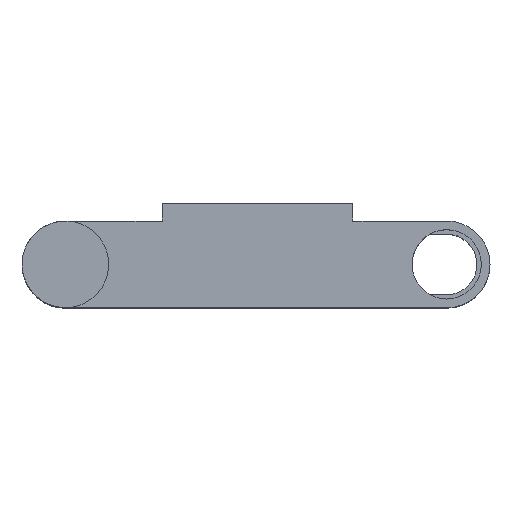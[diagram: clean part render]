
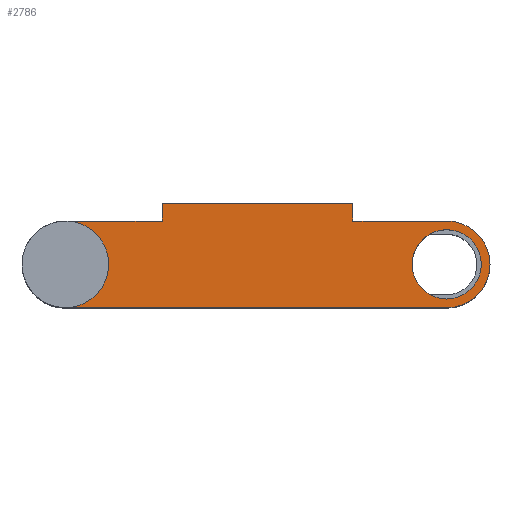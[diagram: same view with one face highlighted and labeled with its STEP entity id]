
A CAD part, top view. The second image highlights one B-rep face of the part: STEP entity #2786.
In plain terms, the highlighted planar face has unit normal (0, 0, 1).
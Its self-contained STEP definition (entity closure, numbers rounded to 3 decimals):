
#2 = ORIENTED_EDGE ( 'NONE', *, *, #2368, .T. ) ;
#59 = DIRECTION ( 'NONE',  ( 1., 0., 0. ) ) ;
#61 = DIRECTION ( 'NONE',  ( 1., 0., 0. ) ) ;
#65 = EDGE_CURVE ( 'NONE', #1177, #1274, #1280, .T. ) ;
#84 = EDGE_CURVE ( 'NONE', #171, #2175, #2776, .T. ) ;
#132 = CARTESIAN_POINT ( 'NONE',  ( -54.083, 35., 0. ) ) ;
#171 = VERTEX_POINT ( 'NONE', #896 ) ;
#211 = VERTEX_POINT ( 'NONE', #2080 ) ;
#288 = DIRECTION ( 'NONE',  ( 1., 0., 0. ) ) ;
#322 = ORIENTED_EDGE ( 'NONE', *, *, #84, .F. ) ;
#335 = FACE_BOUND ( 'NONE', #913, .T. ) ;
#400 = CARTESIAN_POINT ( 'NONE',  ( 110., 0., 0. ) ) ;
#418 = DIRECTION ( 'NONE',  ( 0., 0., 1. ) ) ;
#428 = EDGE_CURVE ( 'NONE', #2211, #2384, #2193, .T. ) ;
#457 = CIRCLE ( 'NONE', #2191, 25. ) ;
#462 = AXIS2_PLACEMENT_3D ( 'NONE', #400, #1109, #828 ) ;
#470 = ORIENTED_EDGE ( 'NONE', *, *, #1333, .T. ) ;
#516 = DIRECTION ( 'NONE',  ( 0., 0., 1. ) ) ;
#517 = PLANE ( 'NONE',  #2819 ) ;
#539 = DIRECTION ( 'NONE',  ( -1., 0., 0. ) ) ;
#614 = CIRCLE ( 'NONE', #462, 25. ) ;
#622 = EDGE_CURVE ( 'NONE', #2384, #873, #614, .T. ) ;
#647 = VECTOR ( 'NONE', #834, 1000. ) ;
#671 = ORIENTED_EDGE ( 'NONE', *, *, #622, .T. ) ;
#688 = ORIENTED_EDGE ( 'NONE', *, *, #2509, .F. ) ;
#690 = ORIENTED_EDGE ( 'NONE', *, *, #1500, .T. ) ;
#742 = EDGE_CURVE ( 'NONE', #755, #1781, #797, .T. ) ;
#755 = VERTEX_POINT ( 'NONE', #826 ) ;
#756 = CARTESIAN_POINT ( 'NONE',  ( 55.917, 35., 0. ) ) ;
#797 = CIRCLE ( 'NONE', #2381, 20. ) ;
#798 = VERTEX_POINT ( 'NONE', #2912 ) ;
#802 = FACE_OUTER_BOUND ( 'NONE', #1186, .T. ) ;
#826 = CARTESIAN_POINT ( 'NONE',  ( 130., 0., 0. ) ) ;
#828 = DIRECTION ( 'NONE',  ( 1., 0., 0. ) ) ;
#834 = DIRECTION ( 'NONE',  ( 0., 1., 0. ) ) ;
#873 = VERTEX_POINT ( 'NONE', #3035 ) ;
#896 = CARTESIAN_POINT ( 'NONE',  ( -129.888, -10.522, 0. ) ) ;
#913 = EDGE_LOOP ( 'NONE', ( #1216, #1105 ) ) ;
#970 = VERTEX_POINT ( 'NONE', #1664 ) ;
#974 = LINE ( 'NONE', #2570, #1326 ) ;
#1023 = DIRECTION ( 'NONE',  ( 1., 0., 0. ) ) ;
#1053 = DIRECTION ( 'NONE',  ( 0., 0., 1. ) ) ;
#1068 = CARTESIAN_POINT ( 'NONE',  ( -54.083, 25., 0. ) ) ;
#1105 = ORIENTED_EDGE ( 'NONE', *, *, #742, .F. ) ;
#1109 = DIRECTION ( 'NONE',  ( 0., 0., 1. ) ) ;
#1114 = CARTESIAN_POINT ( 'NONE',  ( 110., -25., 0. ) ) ;
#1177 = VERTEX_POINT ( 'NONE', #2283 ) ;
#1183 = CARTESIAN_POINT ( 'NONE',  ( -110., 0., 0. ) ) ;
#1186 = EDGE_LOOP ( 'NONE', ( #470, #2989, #1895, #671, #690, #2, #2019, #2185, #688, #2926 ) ) ;
#1196 = DIRECTION ( 'NONE',  ( -1., 0., 0. ) ) ;
#1216 = ORIENTED_EDGE ( 'NONE', *, *, #3007, .F. ) ;
#1229 = FACE_BOUND ( 'NONE', #1234, .T. ) ;
#1234 = EDGE_LOOP ( 'NONE', ( #2189, #322 ) ) ;
#1242 = AXIS2_PLACEMENT_3D ( 'NONE', #2644, #1053, #2941 ) ;
#1274 = VERTEX_POINT ( 'NONE', #132 ) ;
#1280 = LINE ( 'NONE', #756, #1931 ) ;
#1281 = CIRCLE ( 'NONE', #2378, 22.5 ) ;
#1296 = EDGE_CURVE ( 'NONE', #970, #1177, #1659, .T. ) ;
#1326 = VECTOR ( 'NONE', #1196, 1000. ) ;
#1333 = EDGE_CURVE ( 'NONE', #211, #798, #457, .T. ) ;
#1376 = DIRECTION ( 'NONE',  ( 0., 1., 0. ) ) ;
#1378 = VERTEX_POINT ( 'NONE', #2791 ) ;
#1392 = CARTESIAN_POINT ( 'NONE',  ( 55.917, 25., 0. ) ) ;
#1465 = CARTESIAN_POINT ( 'NONE',  ( -110., 0., 0. ) ) ;
#1491 = CARTESIAN_POINT ( 'NONE',  ( -110., -25., 0. ) ) ;
#1500 = EDGE_CURVE ( 'NONE', #873, #1378, #2777, .T. ) ;
#1541 = DIRECTION ( 'NONE',  ( 1., 0., 0. ) ) ;
#1549 = VECTOR ( 'NONE', #1376, 1000. ) ;
#1568 = CARTESIAN_POINT ( 'NONE',  ( -54.083, 25., 0. ) ) ;
#1611 = DIRECTION ( 'NONE',  ( 1., 0., 0. ) ) ;
#1644 = DIRECTION ( 'NONE',  ( 0., 0., 1. ) ) ;
#1659 = LINE ( 'NONE', #1392, #1549 ) ;
#1664 = CARTESIAN_POINT ( 'NONE',  ( 55.917, 25., 0. ) ) ;
#1712 = EDGE_CURVE ( 'NONE', #798, #2211, #2700, .T. ) ;
#1715 = DIRECTION ( 'NONE',  ( 0., 0., 1. ) ) ;
#1722 = CARTESIAN_POINT ( 'NONE',  ( 110., 25., 0. ) ) ;
#1750 = CARTESIAN_POINT ( 'NONE',  ( -110., 0., 0. ) ) ;
#1781 = VERTEX_POINT ( 'NONE', #2093 ) ;
#1855 = VECTOR ( 'NONE', #59, 1000. ) ;
#1895 = ORIENTED_EDGE ( 'NONE', *, *, #428, .T. ) ;
#1931 = VECTOR ( 'NONE', #2458, 1000. ) ;
#2019 = ORIENTED_EDGE ( 'NONE', *, *, #1296, .T. ) ;
#2022 = LINE ( 'NONE', #1568, #647 ) ;
#2080 = CARTESIAN_POINT ( 'NONE',  ( -110., 25., 0. ) ) ;
#2082 = CARTESIAN_POINT ( 'NONE',  ( -110., 0., 0. ) ) ;
#2086 = AXIS2_PLACEMENT_3D ( 'NONE', #2518, #2977, #1541 ) ;
#2093 = CARTESIAN_POINT ( 'NONE',  ( 90., 0., 0. ) ) ;
#2115 = AXIS2_PLACEMENT_3D ( 'NONE', #1183, #418, #1611 ) ;
#2119 = CARTESIAN_POINT ( 'NONE',  ( -110., -25., 0. ) ) ;
#2163 = EDGE_CURVE ( 'NONE', #2799, #211, #974, .T. ) ;
#2175 = VERTEX_POINT ( 'NONE', #2619 ) ;
#2185 = ORIENTED_EDGE ( 'NONE', *, *, #65, .T. ) ;
#2189 = ORIENTED_EDGE ( 'NONE', *, *, #2694, .F. ) ;
#2191 = AXIS2_PLACEMENT_3D ( 'NONE', #2082, #1644, #3043 ) ;
#2193 = LINE ( 'NONE', #1491, #1855 ) ;
#2211 = VERTEX_POINT ( 'NONE', #2119 ) ;
#2231 = VECTOR ( 'NONE', #539, 1000. ) ;
#2283 = CARTESIAN_POINT ( 'NONE',  ( 55.917, 35., 0. ) ) ;
#2368 = EDGE_CURVE ( 'NONE', #1378, #970, #2894, .T. ) ;
#2378 = AXIS2_PLACEMENT_3D ( 'NONE', #1750, #1715, #2628 ) ;
#2381 = AXIS2_PLACEMENT_3D ( 'NONE', #2517, #2716, #1023 ) ;
#2384 = VERTEX_POINT ( 'NONE', #1114 ) ;
#2412 = DIRECTION ( 'NONE',  ( 0., 0., 1. ) ) ;
#2426 = CARTESIAN_POINT ( 'NONE',  ( 110., 0., 0. ) ) ;
#2458 = DIRECTION ( 'NONE',  ( -1., 0., 0. ) ) ;
#2509 = EDGE_CURVE ( 'NONE', #2799, #1274, #2022, .T. ) ;
#2517 = CARTESIAN_POINT ( 'NONE',  ( 110., 0., 0. ) ) ;
#2518 = CARTESIAN_POINT ( 'NONE',  ( 110., 0., 0. ) ) ;
#2570 = CARTESIAN_POINT ( 'NONE',  ( -54.083, 25., 0. ) ) ;
#2619 = CARTESIAN_POINT ( 'NONE',  ( -90.112, 10.522, 0. ) ) ;
#2628 = DIRECTION ( 'NONE',  ( 1., 0., 0. ) ) ;
#2644 = CARTESIAN_POINT ( 'NONE',  ( -110., 0., 0. ) ) ;
#2672 = AXIS2_PLACEMENT_3D ( 'NONE', #2426, #516, #288 ) ;
#2694 = EDGE_CURVE ( 'NONE', #2175, #171, #1281, .T. ) ;
#2700 = CIRCLE ( 'NONE', #2115, 25. ) ;
#2716 = DIRECTION ( 'NONE',  ( 0., 0., 1. ) ) ;
#2776 = CIRCLE ( 'NONE', #1242, 22.5 ) ;
#2777 = CIRCLE ( 'NONE', #2672, 25. ) ;
#2786 = ADVANCED_FACE ( 'NONE', ( #802, #1229, #335 ), #517, .T. ) ;
#2791 = CARTESIAN_POINT ( 'NONE',  ( 110., 25., 0. ) ) ;
#2799 = VERTEX_POINT ( 'NONE', #1068 ) ;
#2819 = AXIS2_PLACEMENT_3D ( 'NONE', #1465, #2412, #61 ) ;
#2894 = LINE ( 'NONE', #1722, #2231 ) ;
#2912 = CARTESIAN_POINT ( 'NONE',  ( -135., 0., 0. ) ) ;
#2926 = ORIENTED_EDGE ( 'NONE', *, *, #2163, .T. ) ;
#2941 = DIRECTION ( 'NONE',  ( 1., 0., 0. ) ) ;
#2977 = DIRECTION ( 'NONE',  ( 0., 0., 1. ) ) ;
#2989 = ORIENTED_EDGE ( 'NONE', *, *, #1712, .T. ) ;
#3007 = EDGE_CURVE ( 'NONE', #1781, #755, #3013, .T. ) ;
#3013 = CIRCLE ( 'NONE', #2086, 20. ) ;
#3035 = CARTESIAN_POINT ( 'NONE',  ( 135., 0., 0. ) ) ;
#3043 = DIRECTION ( 'NONE',  ( 1., 0., 0. ) ) ;
